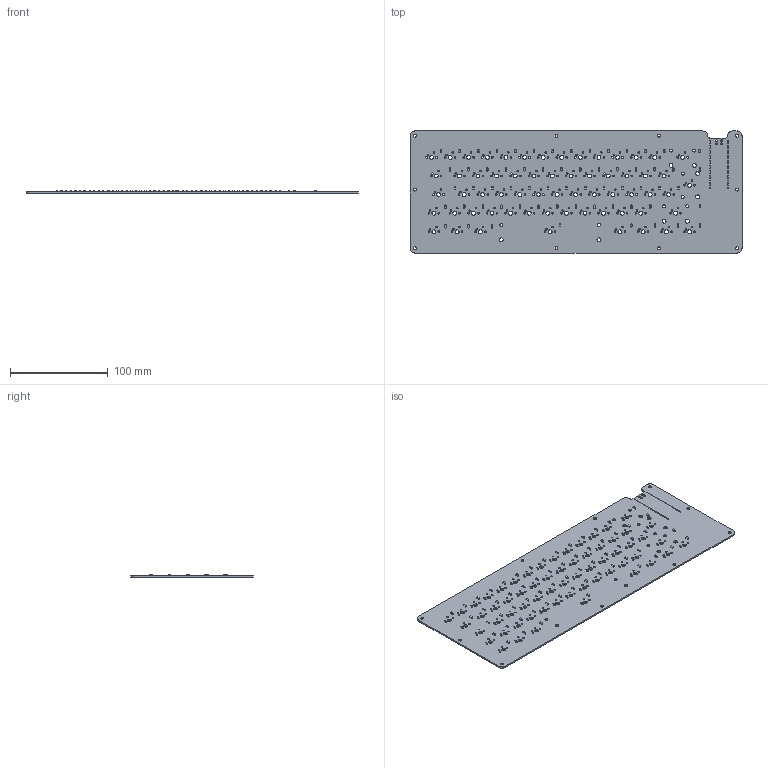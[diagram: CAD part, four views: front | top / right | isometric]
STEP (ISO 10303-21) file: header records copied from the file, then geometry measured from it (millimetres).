
FILE_DESCRIPTION(('KiCad electronic assembly'),'2;1');
FILE_NAME('60_tonton_board.step','2025-06-04T20:20:31',('Pcbnew'),( 'Kicad'),'Open CASCADE STEP processor 7.8','KiCad to STEP converter' ,'Unknown');
FILE_SCHEMA(('AUTOMOTIVE_DESIGN { 1 0 10303 214 1 1 1 1 }'));
Length unit declared in the file: millimetre
Products named in the file (3): 60_tonton_board 1; D_SOD-123; 60_tonton_board_PCB
Assembly tree (63 placements, depth 2):
  60_tonton_board 1
    D_SOD-123  x62
    60_tonton_board_PCB
Bounding box: 340 x 125 x 2.85 mm (x, y, z)
Volume: 61862.3 mm3; surface area: 87895.5 mm2
Topology: 63 solids, 63 shells, 4551 faces, 10857 edges, 6494 vertices
Faces by surface type: plane 2055, bspline 1612, cylinder 884
Full cylindrical faces by diameter (mm): 1 x40, 1.5 x124, 1.7 x124, 1.85 x2, 2.2 x2, 3 x10, 3.05 x8, 4 x70
Entity records: 18171 total; most frequent: DIRECTION 3105, CARTESIAN_POINT 2861, ORIENTED_EDGE 2682, EDGE_CURVE 1341, AXIS2_PLACEMENT_3D 1294, FACE_BOUND 1225, EDGE_LOOP 1225, VERTEX_POINT 882
